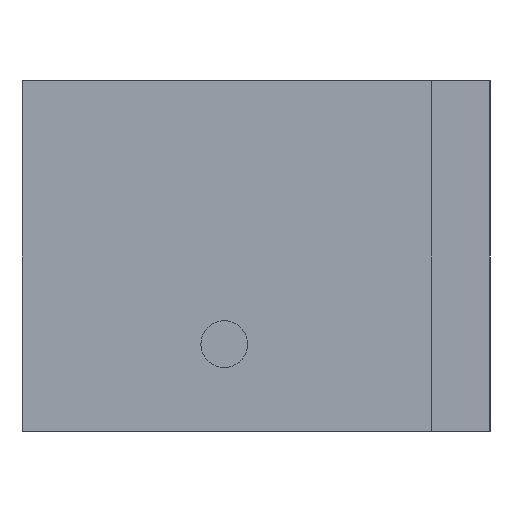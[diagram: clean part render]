
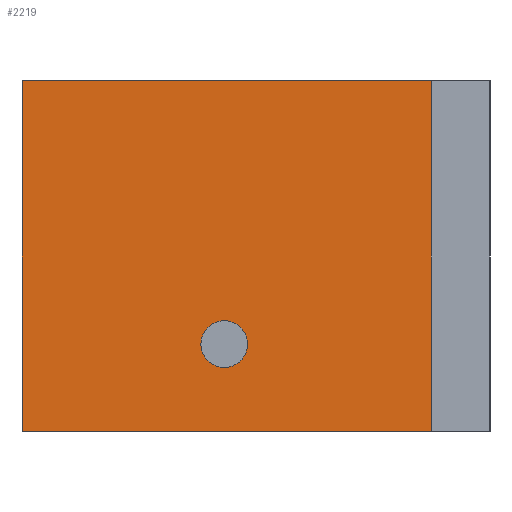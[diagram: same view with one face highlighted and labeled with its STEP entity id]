
A CAD part, left-side view. The second image highlights one B-rep face of the part: STEP entity #2219.
In plain terms, the highlighted planar face has unit normal (-1, 0, 0).
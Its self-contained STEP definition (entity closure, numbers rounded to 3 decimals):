
#67 = PLANE ( 'NONE',  #2498 ) ;
#86 = VERTEX_POINT ( 'NONE', #493 ) ;
#91 = FACE_OUTER_BOUND ( 'NONE', #2488, .T. ) ;
#127 = EDGE_CURVE ( 'NONE', #86, #942, #319, .T. ) ;
#172 = ORIENTED_EDGE ( 'NONE', *, *, #1834, .F. ) ;
#244 = VERTEX_POINT ( 'NONE', #2732 ) ;
#280 = CARTESIAN_POINT ( 'NONE',  ( -30., 22.711, -7.532 ) ) ;
#303 = ORIENTED_EDGE ( 'NONE', *, *, #598, .T. ) ;
#319 = LINE ( 'NONE', #2497, #674 ) ;
#363 = CIRCLE ( 'NONE', #2782, 2. ) ;
#379 = CARTESIAN_POINT ( 'NONE',  ( -30., 40., 15. ) ) ;
#475 = EDGE_CURVE ( 'NONE', #513, #2518, #979, .T. ) ;
#493 = CARTESIAN_POINT ( 'NONE',  ( -30., 5., 15. ) ) ;
#513 = VERTEX_POINT ( 'NONE', #2460 ) ;
#517 = EDGE_CURVE ( 'NONE', #244, #86, #1846, .T. ) ;
#548 = DIRECTION ( 'NONE',  ( -1., 0., 0. ) ) ;
#585 = DIRECTION ( 'NONE',  ( 0., 0., -1. ) ) ;
#595 = DIRECTION ( 'NONE',  ( 0., -1., 0. ) ) ;
#598 = EDGE_CURVE ( 'NONE', #1691, #942, #1690, .T. ) ;
#674 = VECTOR ( 'NONE', #585, 1000. ) ;
#677 = ORIENTED_EDGE ( 'NONE', *, *, #475, .F. ) ;
#721 = VECTOR ( 'NONE', #595, 1000. ) ;
#774 = CARTESIAN_POINT ( 'NONE',  ( -30., 40., -15. ) ) ;
#928 = FACE_BOUND ( 'NONE', #2379, .T. ) ;
#942 = VERTEX_POINT ( 'NONE', #1417 ) ;
#945 = DIRECTION ( 'NONE',  ( 0., 0., 1. ) ) ;
#979 = CIRCLE ( 'NONE', #2534, 2. ) ;
#1044 = ORIENTED_EDGE ( 'NONE', *, *, #517, .F. ) ;
#1056 = CARTESIAN_POINT ( 'NONE',  ( -30., 40., -15. ) ) ;
#1080 = CARTESIAN_POINT ( 'NONE',  ( -30., 40., -15. ) ) ;
#1163 = ORIENTED_EDGE ( 'NONE', *, *, #2363, .F. ) ;
#1290 = DIRECTION ( 'NONE',  ( 0., -1., 0. ) ) ;
#1341 = VECTOR ( 'NONE', #1290, 1000. ) ;
#1385 = DIRECTION ( 'NONE',  ( 0., 0., -1. ) ) ;
#1417 = CARTESIAN_POINT ( 'NONE',  ( -30., 5., -15. ) ) ;
#1419 = DIRECTION ( 'NONE',  ( 0., 0., 1. ) ) ;
#1439 = LINE ( 'NONE', #774, #1537 ) ;
#1537 = VECTOR ( 'NONE', #2264, 1000. ) ;
#1567 = CARTESIAN_POINT ( 'NONE',  ( -30., 22.711, -5.532 ) ) ;
#1648 = CARTESIAN_POINT ( 'NONE',  ( -30., 22.711, -7.532 ) ) ;
#1690 = LINE ( 'NONE', #1080, #1341 ) ;
#1691 = VERTEX_POINT ( 'NONE', #1056 ) ;
#1780 = CARTESIAN_POINT ( 'NONE',  ( -30., 40., -15. ) ) ;
#1834 = EDGE_CURVE ( 'NONE', #2518, #513, #363, .T. ) ;
#1846 = LINE ( 'NONE', #379, #721 ) ;
#2002 = DIRECTION ( 'NONE',  ( -1., 0., 0. ) ) ;
#2127 = ORIENTED_EDGE ( 'NONE', *, *, #127, .F. ) ;
#2219 = ADVANCED_FACE ( 'NONE', ( #928, #91 ), #67, .F. ) ;
#2264 = DIRECTION ( 'NONE',  ( 0., 0., 1. ) ) ;
#2363 = EDGE_CURVE ( 'NONE', #1691, #244, #1439, .T. ) ;
#2379 = EDGE_LOOP ( 'NONE', ( #172, #677 ) ) ;
#2460 = CARTESIAN_POINT ( 'NONE',  ( -30., 22.711, -9.532 ) ) ;
#2488 = EDGE_LOOP ( 'NONE', ( #2127, #1044, #1163, #303 ) ) ;
#2497 = CARTESIAN_POINT ( 'NONE',  ( -30., 5., -15. ) ) ;
#2498 = AXIS2_PLACEMENT_3D ( 'NONE', #1780, #2623, #1385 ) ;
#2518 = VERTEX_POINT ( 'NONE', #1567 ) ;
#2534 = AXIS2_PLACEMENT_3D ( 'NONE', #1648, #548, #1419 ) ;
#2623 = DIRECTION ( 'NONE',  ( 1., 0., 0. ) ) ;
#2732 = CARTESIAN_POINT ( 'NONE',  ( -30., 40., 15. ) ) ;
#2782 = AXIS2_PLACEMENT_3D ( 'NONE', #280, #2002, #945 ) ;
